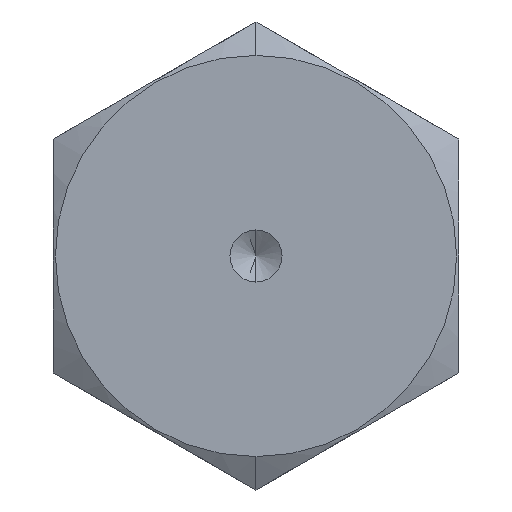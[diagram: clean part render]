
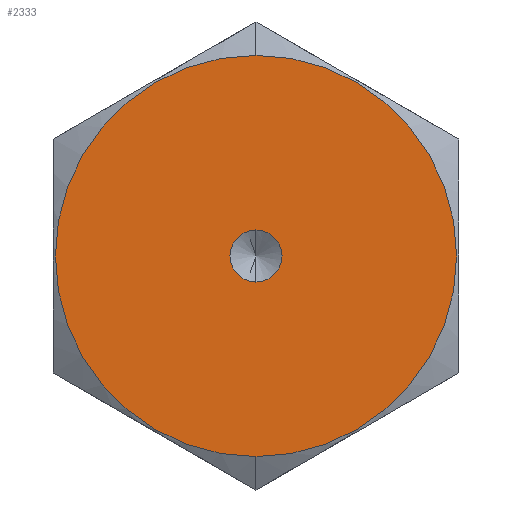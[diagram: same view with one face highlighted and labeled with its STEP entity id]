
A CAD part, front view. The second image highlights one B-rep face of the part: STEP entity #2333.
In plain terms, the highlighted planar face has unit normal (0, -1, 0).
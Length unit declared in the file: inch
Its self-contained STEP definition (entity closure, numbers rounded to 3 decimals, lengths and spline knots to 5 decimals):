
#87 = EDGE_LOOP ( 'NONE', ( #4403, #6979 ) ) ;
#236 = AXIS2_PLACEMENT_3D ( 'NONE', #508, #4698, #6546 ) ;
#244 = CARTESIAN_POINT ( 'NONE',  ( 0., 0., -0.495 ) ) ;
#508 = CARTESIAN_POINT ( 'NONE',  ( 0., 0., 0. ) ) ;
#992 = DIRECTION ( 'NONE',  ( 0., 0., 1. ) ) ;
#1083 = CIRCLE ( 'NONE', #2632, 0.495 ) ;
#1088 = ORIENTED_EDGE ( 'NONE', *, *, #2938, .T. ) ;
#1324 = VERTEX_POINT ( 'NONE', #3990 ) ;
#1557 = DIRECTION ( 'NONE',  ( 0., 1., 0. ) ) ;
#1673 = VERTEX_POINT ( 'NONE', #244 ) ;
#1701 = DIRECTION ( 'NONE',  ( 0., -1., 0. ) ) ;
#1723 = DIRECTION ( 'NONE',  ( 0., 0., -1. ) ) ;
#1898 = DIRECTION ( 'NONE',  ( 0., -1., 0. ) ) ;
#2320 = CARTESIAN_POINT ( 'NONE',  ( 0., 0., 0. ) ) ;
#2333 = ADVANCED_FACE ( 'NONE', ( #4767, #4114 ), #3434, .F. ) ;
#2443 = EDGE_CURVE ( 'NONE', #2910, #1324, #4584, .T. ) ;
#2632 = AXIS2_PLACEMENT_3D ( 'NONE', #5609, #4999, #7413 ) ;
#2759 = CARTESIAN_POINT ( 'NONE',  ( 0., 0., 0. ) ) ;
#2797 = EDGE_CURVE ( 'NONE', #1324, #2910, #6185, .T. ) ;
#2910 = VERTEX_POINT ( 'NONE', #3624 ) ;
#2938 = EDGE_CURVE ( 'NONE', #7459, #1673, #3156, .T. ) ;
#3156 = CIRCLE ( 'NONE', #6940, 0.495 ) ;
#3200 = AXIS2_PLACEMENT_3D ( 'NONE', #2320, #1701, #1723 ) ;
#3434 = PLANE ( 'NONE',  #5377 ) ;
#3624 = CARTESIAN_POINT ( 'NONE',  ( 0., 0., 0.06425 ) ) ;
#3740 = EDGE_LOOP ( 'NONE', ( #1088, #3953 ) ) ;
#3874 = CARTESIAN_POINT ( 'NONE',  ( 0., 0., 0.495 ) ) ;
#3953 = ORIENTED_EDGE ( 'NONE', *, *, #6841, .T. ) ;
#3990 = CARTESIAN_POINT ( 'NONE',  ( 0., 0., -0.06425 ) ) ;
#4114 = FACE_OUTER_BOUND ( 'NONE', #3740, .T. ) ;
#4403 = ORIENTED_EDGE ( 'NONE', *, *, #2797, .F. ) ;
#4584 = CIRCLE ( 'NONE', #236, 0.06425 ) ;
#4698 = DIRECTION ( 'NONE',  ( 0., -1., 0. ) ) ;
#4767 = FACE_BOUND ( 'NONE', #87, .T. ) ;
#4999 = DIRECTION ( 'NONE',  ( 0., -1., 0. ) ) ;
#5377 = AXIS2_PLACEMENT_3D ( 'NONE', #2759, #1557, #992 ) ;
#5509 = CARTESIAN_POINT ( 'NONE',  ( 0., 0., 0. ) ) ;
#5609 = CARTESIAN_POINT ( 'NONE',  ( 0., 0., 0. ) ) ;
#6107 = DIRECTION ( 'NONE',  ( 0., 0., -1. ) ) ;
#6185 = CIRCLE ( 'NONE', #3200, 0.06425 ) ;
#6546 = DIRECTION ( 'NONE',  ( 0., 0., -1. ) ) ;
#6841 = EDGE_CURVE ( 'NONE', #1673, #7459, #1083, .T. ) ;
#6940 = AXIS2_PLACEMENT_3D ( 'NONE', #5509, #1898, #6107 ) ;
#6979 = ORIENTED_EDGE ( 'NONE', *, *, #2443, .F. ) ;
#7413 = DIRECTION ( 'NONE',  ( 0., 0., -1. ) ) ;
#7459 = VERTEX_POINT ( 'NONE', #3874 ) ;
